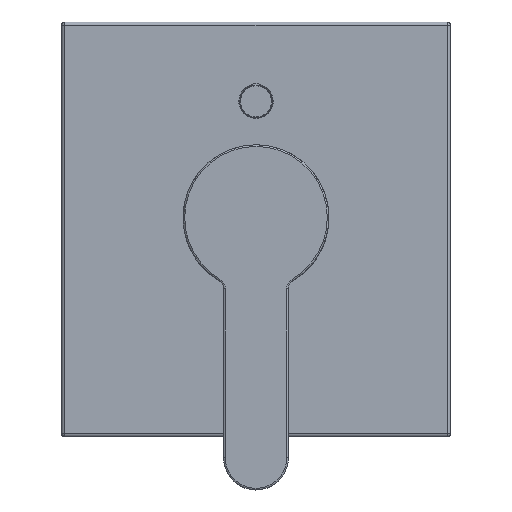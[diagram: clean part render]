
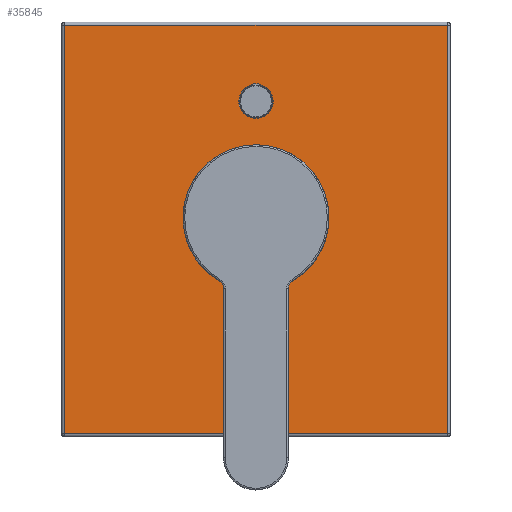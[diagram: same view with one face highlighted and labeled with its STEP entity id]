
A CAD part, top view. The second image highlights one B-rep face of the part: STEP entity #35845.
In plain terms, the highlighted planar face has unit normal (0, 0, 1).
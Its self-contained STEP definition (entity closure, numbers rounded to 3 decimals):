
#34226=DIRECTION('',(1.,0.,0.));
#34227=VECTOR('',#34226,118.);
#34228=CARTESIAN_POINT('',(-59.,-89.,7.));
#34229=LINE('',#34228,#34227);
#34235=DIRECTION('',(0.,-1.,0.));
#34236=VECTOR('',#34235,126.);
#34237=CARTESIAN_POINT('',(-59.,37.,7.));
#34238=LINE('',#34237,#34236);
#34253=CARTESIAN_POINT('',(0.,-22.5,7.));
#34254=DIRECTION('',(0.,0.,-1.));
#34255=DIRECTION('',(1.,0.,0.));
#34256=AXIS2_PLACEMENT_3D('',#34253,#34254,#34255);
#34258=CARTESIAN_POINT('',(0.,-22.5,7.));
#34259=DIRECTION('',(0.,0.,-1.));
#34260=DIRECTION('',(-1.,0.,0.));
#34261=AXIS2_PLACEMENT_3D('',#34258,#34259,#34260);
#34263=DIRECTION('',(0.,-1.,0.));
#34264=VECTOR('',#34263,0.22);
#34265=CARTESIAN_POINT('',(-1.5,-63.571,7.));
#34266=LINE('',#34265,#34264);
#34267=CARTESIAN_POINT('',(0.,-58.5,7.));
#34268=DIRECTION('',(0.,0.,1.));
#34269=DIRECTION('',(-0.273,-0.962,0.));
#34270=AXIS2_PLACEMENT_3D('',#34267,#34268,#34269);
#34272=DIRECTION('',(0.,1.,0.));
#34273=VECTOR('',#34272,0.22);
#34274=CARTESIAN_POINT('',(1.5,-63.792,7.));
#34275=LINE('',#34274,#34273);
#34276=DIRECTION('',(0.,1.,0.));
#34277=VECTOR('',#34276,0.22);
#34278=CARTESIAN_POINT('',(-1.5,18.571,7.));
#34279=LINE('',#34278,#34277);
#34280=DIRECTION('',(0.,-1.,0.));
#34281=VECTOR('',#34280,0.22);
#34282=CARTESIAN_POINT('',(1.5,18.792,7.));
#34283=LINE('',#34282,#34281);
#34284=CARTESIAN_POINT('',(0.,13.5,7.));
#34285=DIRECTION('',(0.,0.,-1.));
#34286=DIRECTION('',(-0.273,0.962,0.));
#34287=AXIS2_PLACEMENT_3D('',#34284,#34285,#34286);
#34289=DIRECTION('',(-1.,0.,0.));
#34290=VECTOR('',#34289,118.);
#34291=CARTESIAN_POINT('',(59.,37.,7.));
#34292=LINE('',#34291,#34290);
#34316=DIRECTION('',(0.,1.,0.));
#34317=VECTOR('',#34316,126.);
#34318=CARTESIAN_POINT('',(59.,-89.,7.));
#34319=LINE('',#34318,#34317);
#34794=CARTESIAN_POINT('',(0.,-58.5,7.));
#34795=DIRECTION('',(0.,0.,-1.));
#34796=DIRECTION('',(-0.284,-0.959,0.));
#34797=AXIS2_PLACEMENT_3D('',#34794,#34795,#34796);
#35233=CARTESIAN_POINT('',(0.,13.5,7.));
#35234=DIRECTION('',(0.,0.,-1.));
#35235=DIRECTION('',(0.284,0.959,0.));
#35236=AXIS2_PLACEMENT_3D('',#35233,#35234,#35235);
#35301=CARTESIAN_POINT('',(-59.,37.,7.));
#35302=CARTESIAN_POINT('',(-59.,-89.,7.));
#35303=VERTEX_POINT('',#35301);
#35304=VERTEX_POINT('',#35302);
#35307=CARTESIAN_POINT('',(59.,37.,7.));
#35308=VERTEX_POINT('',#35307);
#35309=CARTESIAN_POINT('',(59.,-89.,7.));
#35310=VERTEX_POINT('',#35309);
#35381=CARTESIAN_POINT('',(21.55,-22.5,7.));
#35382=CARTESIAN_POINT('',(-21.55,-22.5,7.));
#35383=VERTEX_POINT('',#35381);
#35384=VERTEX_POINT('',#35382);
#35453=CARTESIAN_POINT('',(-1.5,-63.571,7.));
#35454=CARTESIAN_POINT('',(-1.5,-63.792,7.));
#35455=VERTEX_POINT('',#35453);
#35456=VERTEX_POINT('',#35454);
#35457=CARTESIAN_POINT('',(1.5,-63.792,7.));
#35458=VERTEX_POINT('',#35457);
#35459=CARTESIAN_POINT('',(1.5,-63.571,7.));
#35460=VERTEX_POINT('',#35459);
#35553=CARTESIAN_POINT('',(-1.5,18.571,7.));
#35554=CARTESIAN_POINT('',(-1.5,18.792,7.));
#35555=VERTEX_POINT('',#35553);
#35556=VERTEX_POINT('',#35554);
#35557=CARTESIAN_POINT('',(1.5,18.792,7.));
#35558=VERTEX_POINT('',#35557);
#35559=CARTESIAN_POINT('',(1.5,18.571,7.));
#35560=VERTEX_POINT('',#35559);
#35806=CARTESIAN_POINT('',(0.,0.,7.));
#35807=DIRECTION('',(0.,0.,1.));
#35808=DIRECTION('',(1.,0.,0.));
#35809=AXIS2_PLACEMENT_3D('',#35806,#35807,#35808);
#35810=PLANE('',#35809);
#35811=ORIENTED_EDGE('',*,*,#35797,.F.);
#35813=ORIENTED_EDGE('',*,*,#35812,.F.);
#35815=ORIENTED_EDGE('',*,*,#35814,.F.);
#35816=ORIENTED_EDGE('',*,*,#35774,.F.);
#35817=EDGE_LOOP('',(#35811,#35813,#35815,#35816));
#35818=FACE_OUTER_BOUND('',#35817,.F.);
#35820=ORIENTED_EDGE('',*,*,#35819,.F.);
#35822=ORIENTED_EDGE('',*,*,#35821,.F.);
#35823=EDGE_LOOP('',(#35820,#35822));
#35824=FACE_BOUND('',#35823,.F.);
#35826=ORIENTED_EDGE('',*,*,#35825,.T.);
#35828=ORIENTED_EDGE('',*,*,#35827,.T.);
#35830=ORIENTED_EDGE('',*,*,#35829,.T.);
#35832=ORIENTED_EDGE('',*,*,#35831,.F.);
#35833=EDGE_LOOP('',(#35826,#35828,#35830,#35832));
#35834=FACE_BOUND('',#35833,.F.);
#35836=ORIENTED_EDGE('',*,*,#35835,.F.);
#35838=ORIENTED_EDGE('',*,*,#35837,.F.);
#35840=ORIENTED_EDGE('',*,*,#35839,.F.);
#35842=ORIENTED_EDGE('',*,*,#35841,.F.);
#35843=EDGE_LOOP('',(#35836,#35838,#35840,#35842));
#35844=FACE_BOUND('',#35843,.F.);
#35845=ADVANCED_FACE('',(#35818,#35824,#35834,#35844),#35810,.T.);
#34257=CIRCLE('',#34256,21.55);
#34262=CIRCLE('',#34261,21.55);
#34271=CIRCLE('',#34270,5.5);
#34288=CIRCLE('',#34287,5.5);
#34798=CIRCLE('',#34797,5.288);
#35237=CIRCLE('',#35236,5.288);
#35774=EDGE_CURVE('',#35304,#35310,#34229,.T.);
#35797=EDGE_CURVE('',#35303,#35304,#34238,.T.);
#35812=EDGE_CURVE('',#35308,#35303,#34292,.T.);
#35814=EDGE_CURVE('',#35310,#35308,#34319,.T.);
#35819=EDGE_CURVE('',#35383,#35384,#34257,.T.);
#35821=EDGE_CURVE('',#35384,#35383,#34262,.T.);
#35825=EDGE_CURVE('',#35455,#35456,#34266,.T.);
#35827=EDGE_CURVE('',#35456,#35458,#34271,.T.);
#35829=EDGE_CURVE('',#35458,#35460,#34275,.T.);
#35831=EDGE_CURVE('',#35455,#35460,#34798,.T.);
#35835=EDGE_CURVE('',#35555,#35556,#34279,.T.);
#35837=EDGE_CURVE('',#35560,#35555,#35237,.T.);
#35839=EDGE_CURVE('',#35558,#35560,#34283,.T.);
#35841=EDGE_CURVE('',#35556,#35558,#34288,.T.);
